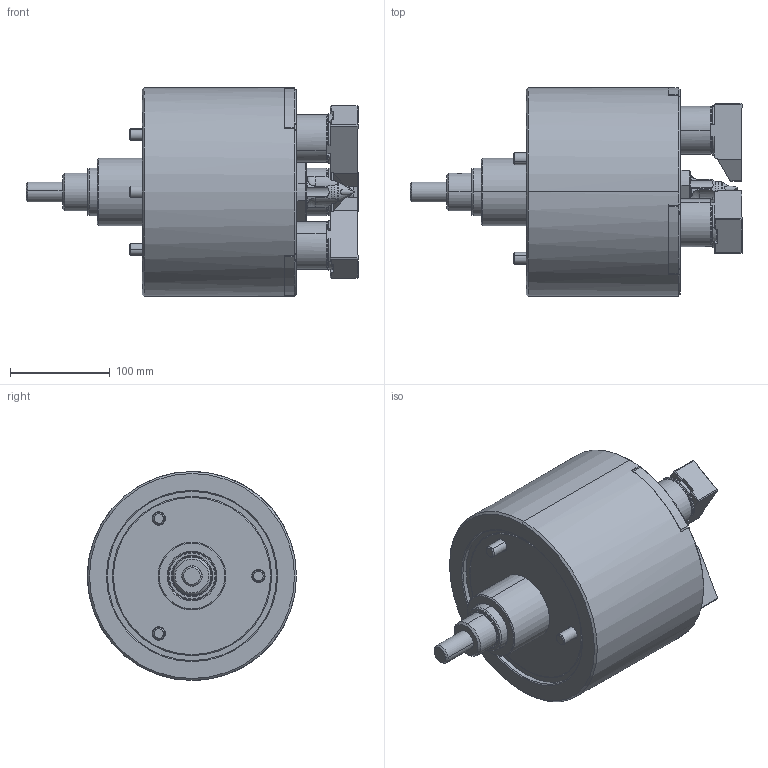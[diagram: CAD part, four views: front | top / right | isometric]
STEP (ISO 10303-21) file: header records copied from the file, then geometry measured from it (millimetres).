
FILE_DESCRIPTION (( 'STEP AP203' ), '1' );
FILE_NAME ('CF-3RF-08.STEP', '2023-03-20T09:39:31', ( '' ), ( '' ), 'SwSTEP 2.0', 'SolidWorks 2020', '' );
FILE_SCHEMA (( 'CONFIG_CONTROL_DESIGN' ));
Length unit declared in the file: millimetre
Products named in the file (19): CF-3RF-08-19000; 圓頭內六角螺栓_M12x25; CF-3RF-08-01000; CF-3RF-08-20000; 圓頭內六角螺栓_M12x155; CF-3RF-08-03000; 3RF-08-21000; 圓頭內六角螺栓_M20x90(全牙); CF-3RF-08-04000; 3RF-08-22000; 3RF-08-23000; CF-3RF-08-12000; 無頭六角孔螺絲_M8x8; 3RF-08-24000; CF-3RF-08-13000; 圓頭內六角螺栓_M6x16; CF-3RF-08; CF-3RF-08-15000; 圓頭內六角螺栓_M8x25
Assembly tree (46 placements, depth 3):
  CF-3RF-08
    CF-3RF-08-01000
    CF-3RF-08-03000  x3
    CF-3RF-08-04000  x3
    CF-3RF-08-12000
    CF-3RF-08-13000
    CF-3RF-08-15000
    CF-3RF-08-19000  x3
    CF-3RF-08-20000
    3RF-08-21000
    3RF-08-22000  x3
    無頭六角孔螺絲_M8x8
    圓頭內六角螺栓_M6x16  x12
    圓頭內六角螺栓_M8x25  x3
    圓頭內六角螺栓_M12x25  x6
    圓頭內六角螺栓_M12x155  x3
    3RF-08-24000
      圓頭內六角螺栓_M20x90(全牙)
      3RF-08-23000
Bounding box: 333.62 x 210 x 210 mm (x, y, z)
Volume: 4671789.1 mm3; surface area: 624120 mm2
Topology: 45 solids, 45 shells, 1629 faces, 3889 edges, 2343 vertices
Faces by surface type: plane 776, cone 420, cylinder 406, torus 15, bspline 6, sphere 6
Entity records: 26203 total; most frequent: CARTESIAN_POINT 5872, DIRECTION 3857, ORIENTED_EDGE 3502, EDGE_CURVE 1751, AXIS2_PLACEMENT_3D 1478, VERTEX_POINT 1087, VECTOR 901, LINE 901
